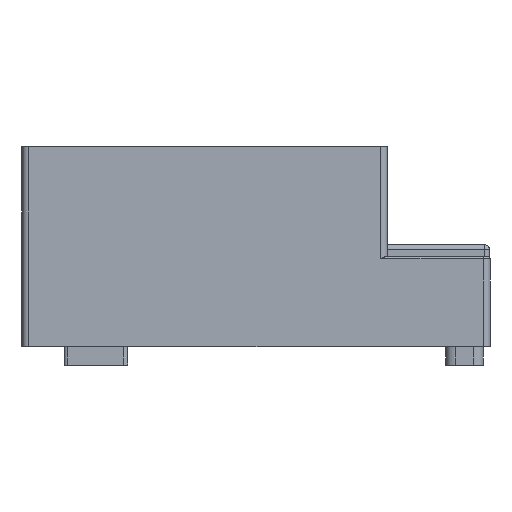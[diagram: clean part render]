
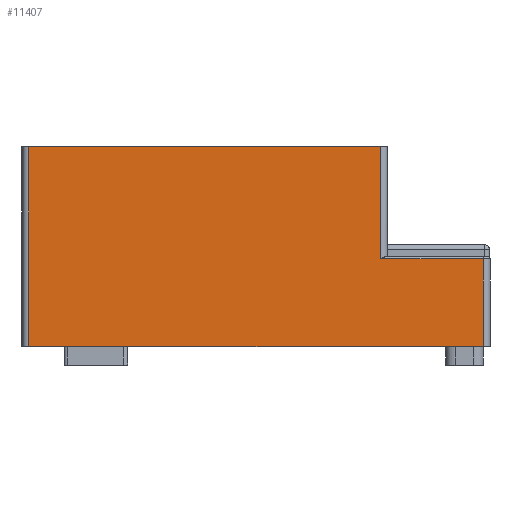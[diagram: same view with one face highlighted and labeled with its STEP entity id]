
A CAD part, left-side view. The second image highlights one B-rep face of the part: STEP entity #11407.
In plain terms, the highlighted planar face has unit normal (-1, 0, 0).
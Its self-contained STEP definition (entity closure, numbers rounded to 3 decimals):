
#915=LINE('',#18341,#1985);
#928=LINE('',#18407,#1998);
#929=LINE('',#18411,#1999);
#930=LINE('',#18413,#2000);
#931=LINE('',#18415,#2001);
#932=LINE('',#18416,#2002);
#1985=VECTOR('',#14721,10.);
#1998=VECTOR('',#14780,10.);
#1999=VECTOR('',#14785,10.);
#2000=VECTOR('',#14786,10.);
#2001=VECTOR('',#14787,10.);
#2002=VECTOR('',#14788,10.);
#2583=PLANE('',#12378);
#3266=FACE_OUTER_BOUND('',#3966,.T.);
#3966=EDGE_LOOP('',(#9180,#9181,#9182,#9183,#9184,#9185));
#5547=VERTEX_POINT('',#18327);
#5550=VERTEX_POINT('',#18332);
#5572=VERTEX_POINT('',#18406);
#5573=VERTEX_POINT('',#18410);
#5574=VERTEX_POINT('',#18412);
#5575=VERTEX_POINT('',#18414);
#6920=EDGE_CURVE('',#5550,#5547,#915,.T.);
#6949=EDGE_CURVE('',#5547,#5572,#928,.T.);
#6951=EDGE_CURVE('',#5550,#5573,#929,.T.);
#6952=EDGE_CURVE('',#5573,#5574,#930,.T.);
#6953=EDGE_CURVE('',#5575,#5574,#931,.T.);
#6954=EDGE_CURVE('',#5572,#5575,#932,.T.);
#9180=ORIENTED_EDGE('',*,*,#6920,.F.);
#9181=ORIENTED_EDGE('',*,*,#6951,.T.);
#9182=ORIENTED_EDGE('',*,*,#6952,.T.);
#9183=ORIENTED_EDGE('',*,*,#6953,.F.);
#9184=ORIENTED_EDGE('',*,*,#6954,.F.);
#9185=ORIENTED_EDGE('',*,*,#6949,.F.);
#11407=ADVANCED_FACE('',(#3266),#2583,.T.);
#12378=AXIS2_PLACEMENT_3D('',#18409,#14783,#14784);
#14721=DIRECTION('',(0.,-1.,0.));
#14780=DIRECTION('',(0.,0.,-1.));
#14783=DIRECTION('center_axis',(-1.,0.,0.));
#14784=DIRECTION('ref_axis',(0.,0.,1.));
#14785=DIRECTION('',(0.,0.,1.));
#14786=DIRECTION('',(0.,1.,0.));
#14787=DIRECTION('',(0.,0.,1.));
#14788=DIRECTION('',(0.,1.,0.));
#18327=CARTESIAN_POINT('',(-147.75,-121.75,47.));
#18332=CARTESIAN_POINT('',(-147.75,-66.75,47.));
#18341=CARTESIAN_POINT('',(-147.75,-111.5,47.));
#18406=CARTESIAN_POINT('',(-147.75,-121.75,0.));
#18407=CARTESIAN_POINT('',(-147.75,-121.75,0.));
#18409=CARTESIAN_POINT('Origin',(-147.75,-125.25,0.));
#18410=CARTESIAN_POINT('',(-147.75,-66.75,107.));
#18411=CARTESIAN_POINT('',(-147.75,-66.75,53.5));
#18412=CARTESIAN_POINT('',(-147.75,121.75,107.));
#18413=CARTESIAN_POINT('',(-147.75,-125.25,107.));
#18414=CARTESIAN_POINT('',(-147.75,121.75,0.));
#18415=CARTESIAN_POINT('',(-147.75,121.75,0.));
#18416=CARTESIAN_POINT('',(-147.75,-125.25,0.));
